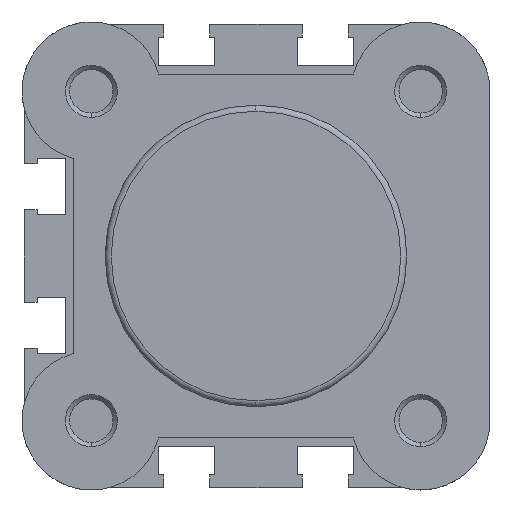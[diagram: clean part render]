
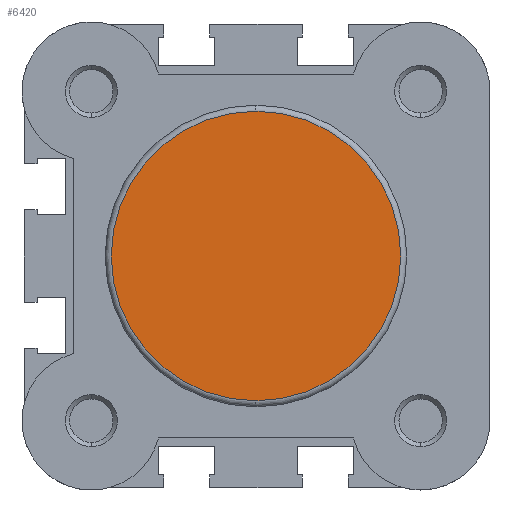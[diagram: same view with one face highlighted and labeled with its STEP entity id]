
A CAD part, left-side view. The second image highlights one B-rep face of the part: STEP entity #6420.
In plain terms, the highlighted planar face has unit normal (-1, 0, 0).
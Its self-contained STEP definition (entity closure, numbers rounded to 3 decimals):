
#523 = EDGE_LOOP ( 'NONE', ( #1100, #1099 ) ) ;
#1099 = ORIENTED_EDGE ( 'NONE', *, *, #3541, .T. ) ;
#1100 = ORIENTED_EDGE ( 'NONE', *, *, #3478, .T. ) ;
#2116 = CARTESIAN_POINT ( 'NONE',  ( 0., 0., -16.7 ) ) ;
#2117 = CARTESIAN_POINT ( 'NONE',  ( 0., 0., 16.7 ) ) ;
#2519 = CARTESIAN_POINT ( 'NONE',  ( 0., -17.4, 0. ) ) ;
#2520 = PLANE ( 'NONE',  #4037 ) ;
#2522 = DIRECTION ( 'NONE',  ( -1., 0., 0. ) ) ;
#2523 = DIRECTION ( 'NONE',  ( 0., 0., 1. ) ) ;
#3478 = EDGE_CURVE ( 'NONE', #4099, #4098, #5555, .T. ) ;
#3541 = EDGE_CURVE ( 'NONE', #4098, #4099, #5646, .T. ) ;
#3888 = AXIS2_PLACEMENT_3D ( 'NONE', #5227, #5228, #5229 ) ;
#3921 = AXIS2_PLACEMENT_3D ( 'NONE', #5380, #5388, #5389 ) ;
#4037 = AXIS2_PLACEMENT_3D ( 'NONE', #2519, #2522, #2523 ) ;
#4098 = VERTEX_POINT ( 'NONE', #2116 ) ;
#4099 = VERTEX_POINT ( 'NONE', #2117 ) ;
#5227 = CARTESIAN_POINT ( 'NONE',  ( 0., 0., 0. ) ) ;
#5228 = DIRECTION ( 'NONE',  ( -1., 0., 0. ) ) ;
#5229 = DIRECTION ( 'NONE',  ( 0., 0., 1. ) ) ;
#5380 = CARTESIAN_POINT ( 'NONE',  ( 0., 0., 0. ) ) ;
#5388 = DIRECTION ( 'NONE',  ( -1., 0., 0. ) ) ;
#5389 = DIRECTION ( 'NONE',  ( 0., 0., 1. ) ) ;
#5555 = CIRCLE ( 'NONE', #3888, 16.7 ) ;
#5646 = CIRCLE ( 'NONE', #3921, 16.7 ) ;
#6019 = FACE_OUTER_BOUND ( 'NONE', #523, .T. ) ;
#6420 = ADVANCED_FACE ( 'NONE', ( #6019 ), #2520, .T. ) ;
